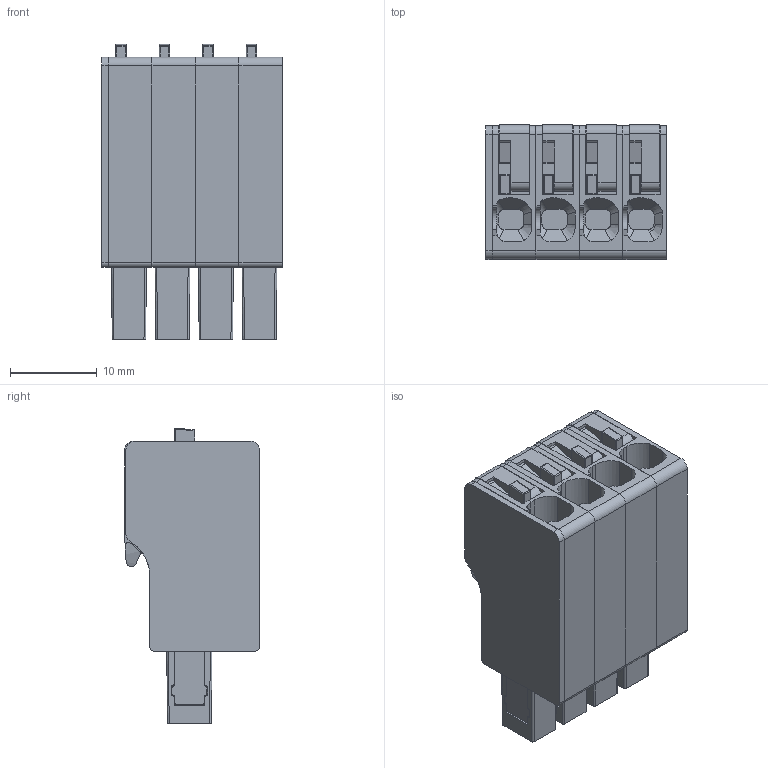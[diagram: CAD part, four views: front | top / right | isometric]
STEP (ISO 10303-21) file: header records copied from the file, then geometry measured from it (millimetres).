
FILE_DESCRIPTION(('CATIA V5R22 STEP214','CAx-IF Rec.Pracs.--- Model Styling and Organization---1.4--- 2014-01-23'),'2;1');
FILE_NAME ('D1463841_1', '2020-08-03T12:32:11+00:00', ('Weidmueller Interface'), ('Weidmueller'), 'CATIA Version 5-6 Release 2016 SP3 HF44', 'CATIA V5 STEP AP214', 'none');
FILE_SCHEMA(('AUTOMOTIVE_DESIGN { 1 0 10303 214 1 1 1 1 }'));
Length unit declared in the file: millimetre
Products named in the file (1): 2741580000
Bounding box: 20.8 x 15.5 x 34 mm (x, y, z)
Volume: 7116.5 mm3; surface area: 8124.3 mm2
Topology: 13 solids, 13 shells, 977 faces, 2696 edges, 1764 vertices
Faces by surface type: plane 578, cylinder 334, sphere 32, cone 20, bspline 9, torus 4
Entity records: 32112 total; most frequent: CARTESIAN_POINT 8536, ORIENTED_EDGE 5296, DIRECTION 3986, EDGE_CURVE 2648, VERTEX_POINT 1756, VECTOR 1667, LINE 1667, AXIS2_PLACEMENT_3D 1426
